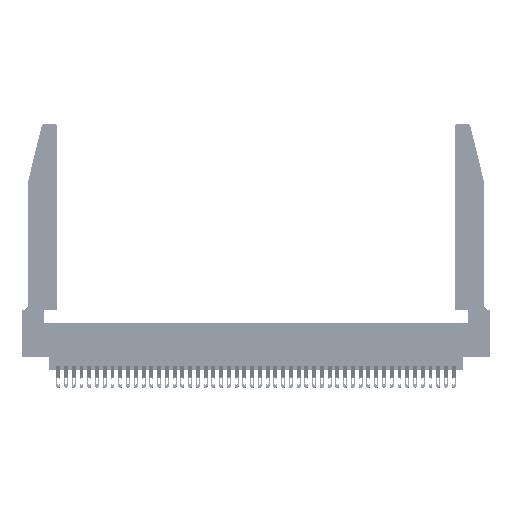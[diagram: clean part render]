
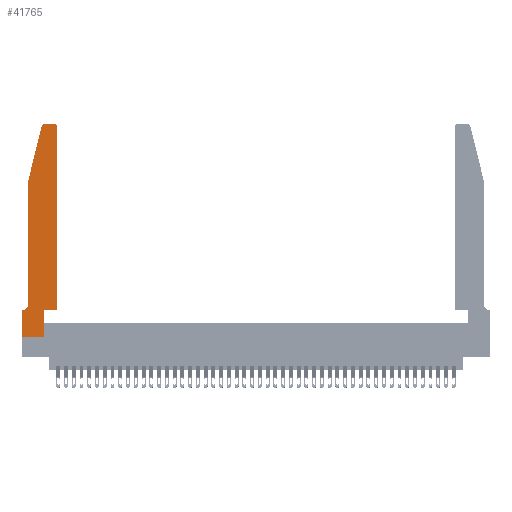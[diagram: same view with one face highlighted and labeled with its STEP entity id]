
A CAD part, top view. The second image highlights one B-rep face of the part: STEP entity #41765.
In plain terms, the highlighted planar face has unit normal (0, 0, 1).
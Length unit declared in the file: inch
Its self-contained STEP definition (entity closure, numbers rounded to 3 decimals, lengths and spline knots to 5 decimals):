
#50 = DIRECTION ( 'NONE',  ( 1., 0., 0. ) ) ;
#496 = CARTESIAN_POINT ( 'NONE',  ( 0.0055, 0.35, 0.37 ) ) ;
#781 = LINE ( 'NONE', #7445, #19215 ) ;
#940 = DIRECTION ( 'NONE',  ( 1., 0., 0. ) ) ;
#1664 = EDGE_CURVE ( 'NONE', #7224, #10823, #34330, .T. ) ;
#2009 = VECTOR ( 'NONE', #41868, 39.37008 ) ;
#2160 = VECTOR ( 'NONE', #35756, 39.37008 ) ;
#2321 = EDGE_CURVE ( 'NONE', #35283, #25945, #14359, .T. ) ;
#2367 = VERTEX_POINT ( 'NONE', #12399 ) ;
#2550 = CARTESIAN_POINT ( 'NONE',  ( 0.4505, 0.35, 0.37 ) ) ;
#2879 = DIRECTION ( 'NONE',  ( -1., 0., 0. ) ) ;
#2886 = VECTOR ( 'NONE', #2879, 39.37008 ) ;
#5133 = VECTOR ( 'NONE', #26142, 39.37008 ) ;
#5516 = CARTESIAN_POINT ( 'NONE',  ( 0.2865, 0.35, 0.37 ) ) ;
#5593 = ORIENTED_EDGE ( 'NONE', *, *, #26029, .T. ) ;
#6191 = CARTESIAN_POINT ( 'NONE',  ( 0.25487, 2.72718, 0.37 ) ) ;
#6649 = ORIENTED_EDGE ( 'NONE', *, *, #11341, .T. ) ;
#7141 = CARTESIAN_POINT ( 'NONE',  ( 0.4205, 2.75, 0.37 ) ) ;
#7224 = VERTEX_POINT ( 'NONE', #30633 ) ;
#7364 = CARTESIAN_POINT ( 'NONE',  ( 0.4205, 2.72, 0.37 ) ) ;
#7445 = CARTESIAN_POINT ( 'NONE',  ( 0., 0., 0.37 ) ) ;
#8458 = VECTOR ( 'NONE', #43344, 39.37008 ) ;
#8863 = ORIENTED_EDGE ( 'NONE', *, *, #21430, .T. ) ;
#8937 = AXIS2_PLACEMENT_3D ( 'NONE', #7364, #31519, #10850 ) ;
#9506 = CARTESIAN_POINT ( 'NONE',  ( 0.0755, 2., 0.37 ) ) ;
#9871 = EDGE_CURVE ( 'NONE', #25945, #7224, #27861, .T. ) ;
#10359 = CARTESIAN_POINT ( 'NONE',  ( 0.4505, 0.35, 0.37 ) ) ;
#10789 = AXIS2_PLACEMENT_3D ( 'NONE', #19287, #43324, #22746 ) ;
#10823 = VERTEX_POINT ( 'NONE', #496 ) ;
#10850 = DIRECTION ( 'NONE',  ( 1., 0., 0. ) ) ;
#11306 = VERTEX_POINT ( 'NONE', #26748 ) ;
#11341 = EDGE_CURVE ( 'NONE', #39520, #2367, #39597, .T. ) ;
#11381 = VECTOR ( 'NONE', #43509, 39.37008 ) ;
#11572 = ORIENTED_EDGE ( 'NONE', *, *, #30012, .T. ) ;
#11641 = CARTESIAN_POINT ( 'NONE',  ( 0., 0., 0.37 ) ) ;
#11903 = CARTESIAN_POINT ( 'NONE',  ( 0.0755, 2., 0.37 ) ) ;
#12297 = VERTEX_POINT ( 'NONE', #21745 ) ;
#12399 = CARTESIAN_POINT ( 'NONE',  ( 0.284, 2.75, 0.37 ) ) ;
#12901 = AXIS2_PLACEMENT_3D ( 'NONE', #17341, #20805, #50 ) ;
#13186 = CARTESIAN_POINT ( 'NONE',  ( 0.2605, 2.75, 0.37 ) ) ;
#13382 = LINE ( 'NONE', #38546, #2009 ) ;
#14161 = CIRCLE ( 'NONE', #8937, 0.03 ) ;
#14359 = LINE ( 'NONE', #36368, #5133 ) ;
#15216 = CARTESIAN_POINT ( 'NONE',  ( 0.4505, 2.72, 0.37 ) ) ;
#15352 = ORIENTED_EDGE ( 'NONE', *, *, #1664, .T. ) ;
#16485 = DIRECTION ( 'NONE',  ( 0., 1., 0. ) ) ;
#17341 = CARTESIAN_POINT ( 'NONE',  ( 0., 0.35, 0.37 ) ) ;
#17539 = ORIENTED_EDGE ( 'NONE', *, *, #24556, .T. ) ;
#18012 = VERTEX_POINT ( 'NONE', #5516 ) ;
#19141 = ORIENTED_EDGE ( 'NONE', *, *, #2321, .T. ) ;
#19215 = VECTOR ( 'NONE', #41964, 39.37008 ) ;
#19287 = CARTESIAN_POINT ( 'NONE',  ( 0.0055, 0.42, 0.37 ) ) ;
#20805 = DIRECTION ( 'NONE',  ( 0., 0., 1. ) ) ;
#21430 = EDGE_CURVE ( 'NONE', #39745, #43156, #33054, .T. ) ;
#21677 = DIRECTION ( 'NONE',  ( 0., 0., 1. ) ) ;
#21691 = EDGE_CURVE ( 'NONE', #43156, #39520, #14161, .T. ) ;
#21745 = CARTESIAN_POINT ( 'NONE',  ( 0.2865, 0., 0.37 ) ) ;
#21985 = VERTEX_POINT ( 'NONE', #28798 ) ;
#22746 = DIRECTION ( 'NONE',  ( -1., 0., 0. ) ) ;
#24291 = EDGE_CURVE ( 'NONE', #12297, #18012, #13382, .T. ) ;
#24556 = EDGE_CURVE ( 'NONE', #10823, #21985, #35991, .T. ) ;
#25046 = ORIENTED_EDGE ( 'NONE', *, *, #37800, .T. ) ;
#25945 = VERTEX_POINT ( 'NONE', #11903 ) ;
#26029 = EDGE_CURVE ( 'NONE', #18012, #39745, #38868, .T. ) ;
#26142 = DIRECTION ( 'NONE',  ( -0.239, -0.971, 0. ) ) ;
#26373 = CARTESIAN_POINT ( 'NONE',  ( 0.4505, 0.35, 0.37 ) ) ;
#26748 = CARTESIAN_POINT ( 'NONE',  ( 0., 0., 0.37 ) ) ;
#27861 = LINE ( 'NONE', #9506, #34919 ) ;
#28367 = EDGE_LOOP ( 'NONE', ( #6649, #25046, #19141, #41731, #15352, #17539, #35839, #11572, #29909, #5593, #8863, #36389 ) ) ;
#28798 = CARTESIAN_POINT ( 'NONE',  ( 0., 0.35, 0.37 ) ) ;
#29503 = CARTESIAN_POINT ( 'NONE',  ( 0.0755, 0.35, 0.37 ) ) ;
#29909 = ORIENTED_EDGE ( 'NONE', *, *, #24291, .T. ) ;
#30012 = EDGE_CURVE ( 'NONE', #11306, #12297, #781, .T. ) ;
#30633 = CARTESIAN_POINT ( 'NONE',  ( 0.0755, 0.42, 0.37 ) ) ;
#31460 = CIRCLE ( 'NONE', #41681, 0.03 ) ;
#31519 = DIRECTION ( 'NONE',  ( 0., 0., 1. ) ) ;
#31993 = VECTOR ( 'NONE', #16485, 39.37008 ) ;
#32675 = EDGE_CURVE ( 'NONE', #21985, #11306, #38862, .T. ) ;
#33054 = LINE ( 'NONE', #2550, #31993 ) ;
#34330 = CIRCLE ( 'NONE', #10789, 0.07 ) ;
#34866 = FACE_OUTER_BOUND ( 'NONE', #28367, .T. ) ;
#34919 = VECTOR ( 'NONE', #40396, 39.37008 ) ;
#35283 = VERTEX_POINT ( 'NONE', #6191 ) ;
#35756 = DIRECTION ( 'NONE',  ( 0., -1., 0. ) ) ;
#35839 = ORIENTED_EDGE ( 'NONE', *, *, #32675, .T. ) ;
#35991 = LINE ( 'NONE', #29503, #8458 ) ;
#36368 = CARTESIAN_POINT ( 'NONE',  ( 0.0755, 2., 0.37 ) ) ;
#36389 = ORIENTED_EDGE ( 'NONE', *, *, #21691, .T. ) ;
#37800 = EDGE_CURVE ( 'NONE', #2367, #35283, #31460, .T. ) ;
#37908 = PLANE ( 'NONE',  #12901 ) ;
#38546 = CARTESIAN_POINT ( 'NONE',  ( 0.2865, 0.35, 0.37 ) ) ;
#38862 = LINE ( 'NONE', #11641, #2160 ) ;
#38868 = LINE ( 'NONE', #26373, #11381 ) ;
#39520 = VERTEX_POINT ( 'NONE', #7141 ) ;
#39597 = LINE ( 'NONE', #13186, #2886 ) ;
#39745 = VERTEX_POINT ( 'NONE', #10359 ) ;
#40396 = DIRECTION ( 'NONE',  ( 0., -1., 0. ) ) ;
#41681 = AXIS2_PLACEMENT_3D ( 'NONE', #42248, #21677, #940 ) ;
#41731 = ORIENTED_EDGE ( 'NONE', *, *, #9871, .T. ) ;
#41765 = ADVANCED_FACE ( 'NONE', ( #34866 ), #37908, .T. ) ;
#41868 = DIRECTION ( 'NONE',  ( 0., 1., 0. ) ) ;
#41964 = DIRECTION ( 'NONE',  ( 1., 0., 0. ) ) ;
#42248 = CARTESIAN_POINT ( 'NONE',  ( 0.284, 2.72, 0.37 ) ) ;
#43156 = VERTEX_POINT ( 'NONE', #15216 ) ;
#43324 = DIRECTION ( 'NONE',  ( 0., 0., -1. ) ) ;
#43344 = DIRECTION ( 'NONE',  ( -1., 0., 0. ) ) ;
#43509 = DIRECTION ( 'NONE',  ( 1., 0., 0. ) ) ;
